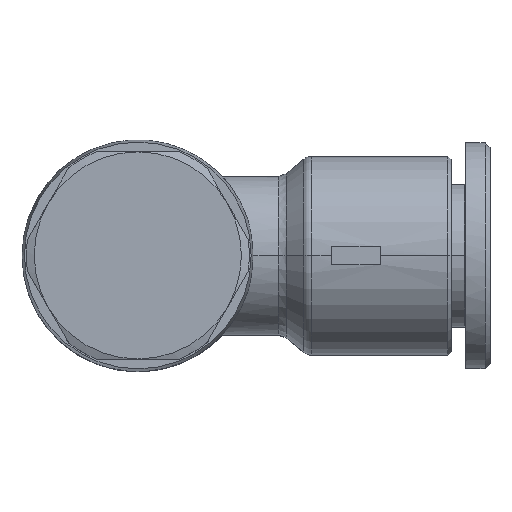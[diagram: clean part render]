
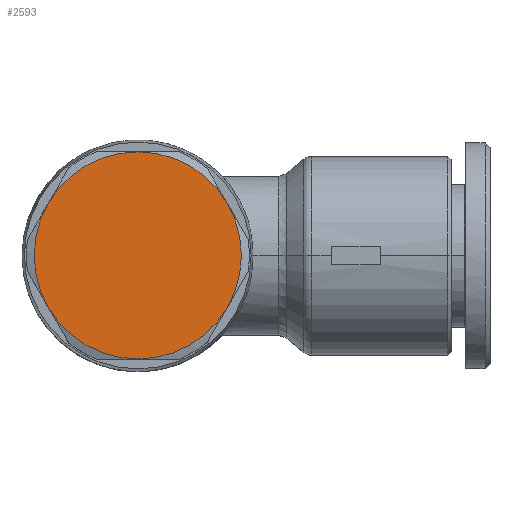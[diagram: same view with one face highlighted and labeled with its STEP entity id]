
A CAD part, top view. The second image highlights one B-rep face of the part: STEP entity #2593.
In plain terms, the highlighted planar face has unit normal (0, 0, 1).
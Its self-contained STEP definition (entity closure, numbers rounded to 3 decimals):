
#1963=CARTESIAN_POINT('',(4.9,-8.5,11.3));
#1964=VERTEX_POINT('',#1963);
#1987=CARTESIAN_POINT('',(12.261,-4.25,11.3));
#1988=VERTEX_POINT('',#1987);
#2002=CARTESIAN_POINT('',(4.9,0.,11.3));
#2003=DIRECTION('',(0.0,0.0,1.0));
#2004=DIRECTION('',(0.0,1.0,0.0));
#2005=AXIS2_PLACEMENT_3D('',#2002,#2003,#2004);
#2006=CIRCLE('',#2005,8.5);
#2007=EDGE_CURVE('',#1964,#1988,#2006,.T.);
#2017=CARTESIAN_POINT('',(12.261,4.25,11.3));
#2018=VERTEX_POINT('',#2017);
#2034=CARTESIAN_POINT('',(4.9,0.,11.3));
#2035=DIRECTION('',(0.0,0.0,1.0));
#2036=DIRECTION('',(0.0,1.0,0.0));
#2037=AXIS2_PLACEMENT_3D('',#2034,#2035,#2036);
#2038=CIRCLE('',#2037,8.5);
#2039=EDGE_CURVE('',#1988,#2018,#2038,.T.);
#2073=CARTESIAN_POINT('',(-2.461,-4.25,11.3));
#2074=VERTEX_POINT('',#2073);
#2110=CARTESIAN_POINT('',(4.9,0.,11.3));
#2111=DIRECTION('',(0.0,0.0,1.0));
#2112=DIRECTION('',(0.0,1.0,0.0));
#2113=AXIS2_PLACEMENT_3D('',#2110,#2111,#2112);
#2114=CIRCLE('',#2113,8.5);
#2115=EDGE_CURVE('',#2074,#1964,#2114,.T.);
#2127=CARTESIAN_POINT('',(-2.461,4.25,11.3));
#2128=VERTEX_POINT('',#2127);
#2164=CARTESIAN_POINT('',(4.9,0.,11.3));
#2165=DIRECTION('',(0.0,0.0,1.0));
#2166=DIRECTION('',(0.0,1.0,0.0));
#2167=AXIS2_PLACEMENT_3D('',#2164,#2165,#2166);
#2168=CIRCLE('',#2167,8.5);
#2169=EDGE_CURVE('',#2128,#2074,#2168,.T.);
#2179=CARTESIAN_POINT('',(4.9,8.5,11.3));
#2180=VERTEX_POINT('',#2179);
#2196=CARTESIAN_POINT('',(4.9,0.,11.3));
#2197=DIRECTION('',(0.0,0.0,1.0));
#2198=DIRECTION('',(0.0,1.0,0.0));
#2199=AXIS2_PLACEMENT_3D('',#2196,#2197,#2198);
#2200=CIRCLE('',#2199,8.5);
#2201=EDGE_CURVE('',#2018,#2180,#2200,.T.);
#2270=CARTESIAN_POINT('',(4.9,0.,11.3));
#2271=DIRECTION('',(0.0,0.0,1.0));
#2272=DIRECTION('',(0.0,1.0,0.0));
#2273=AXIS2_PLACEMENT_3D('',#2270,#2271,#2272);
#2274=CIRCLE('',#2273,8.5);
#2275=EDGE_CURVE('',#2180,#2128,#2274,.T.);
#2580=CARTESIAN_POINT('',(4.9,0.,11.3));
#2581=DIRECTION('',(0.0,0.0,-1.0));
#2582=DIRECTION('',(0.0,-1.0,0.0));
#2583=AXIS2_PLACEMENT_3D('',#2580,#2581,#2582);
#2584=PLANE('',#2583);
#2585=ORIENTED_EDGE('',*,*,#2039,.T.);
#2586=ORIENTED_EDGE('',*,*,#2201,.T.);
#2587=ORIENTED_EDGE('',*,*,#2275,.T.);
#2588=ORIENTED_EDGE('',*,*,#2169,.T.);
#2589=ORIENTED_EDGE('',*,*,#2115,.T.);
#2590=ORIENTED_EDGE('',*,*,#2007,.T.);
#2591=EDGE_LOOP('',(#2585,#2586,#2587,#2588,#2589,#2590));
#2592=FACE_OUTER_BOUND('',#2591,.T.);
#2593=ADVANCED_FACE('',(#2592),#2584,.F.);
